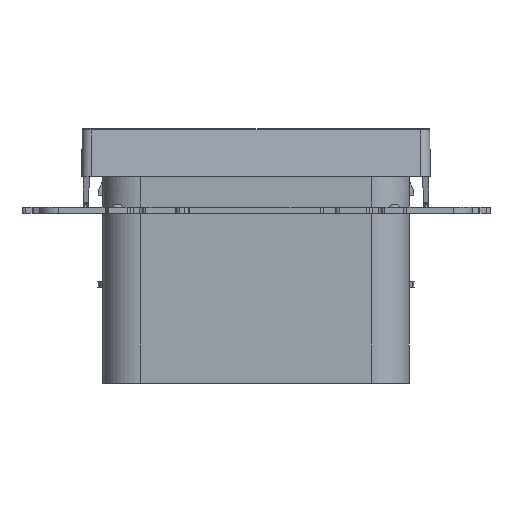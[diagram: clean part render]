
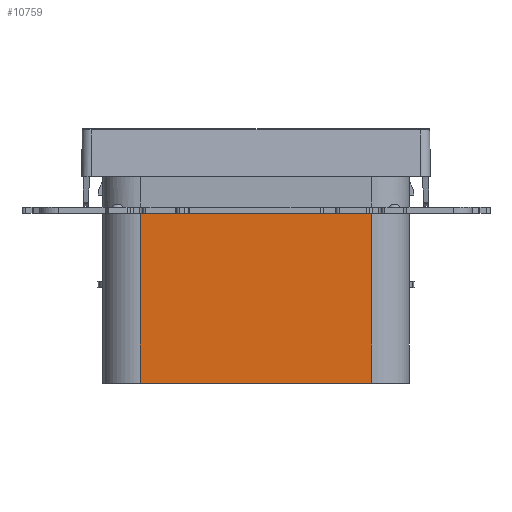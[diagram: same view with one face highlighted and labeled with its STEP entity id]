
A CAD part, front view. The second image highlights one B-rep face of the part: STEP entity #10759.
In plain terms, the highlighted planar face has unit normal (0, -1, 0).
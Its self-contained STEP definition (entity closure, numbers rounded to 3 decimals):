
#108 = VERTEX_POINT ( 'NONE', #851 ) ;
#643 = CARTESIAN_POINT ( 'NONE',  ( -13., 9.169, -9. ) ) ;
#851 = CARTESIAN_POINT ( 'NONE',  ( -13., 9.169, 28. ) ) ;
#1107 = VERTEX_POINT ( 'NONE', #4534 ) ;
#1264 = DIRECTION ( 'NONE',  ( 0., 0., 1. ) ) ;
#1572 = FACE_OUTER_BOUND ( 'NONE', #5913, .T. ) ;
#2015 = VECTOR ( 'NONE', #1264, 1000. ) ;
#2256 = CARTESIAN_POINT ( 'NONE',  ( -49.8, 9.169, 28. ) ) ;
#2510 = LINE ( 'NONE', #643, #3157 ) ;
#2716 = DIRECTION ( 'NONE',  ( -1., 0., 0. ) ) ;
#3157 = VECTOR ( 'NONE', #4297, 1000. ) ;
#3565 = VECTOR ( 'NONE', #2716, 1000. ) ;
#3594 = EDGE_CURVE ( 'NONE', #1107, #10743, #3851, .T. ) ;
#3798 = CARTESIAN_POINT ( 'NONE',  ( -66.8, 9.169, 1. ) ) ;
#3851 = LINE ( 'NONE', #3798, #3565 ) ;
#3976 = ORIENTED_EDGE ( 'NONE', *, *, #9996, .T. ) ;
#4146 = ORIENTED_EDGE ( 'NONE', *, *, #6065, .F. ) ;
#4266 = DIRECTION ( 'NONE',  ( 0., 0., -1. ) ) ;
#4297 = DIRECTION ( 'NONE',  ( 0., 0., 1. ) ) ;
#4534 = CARTESIAN_POINT ( 'NONE',  ( -13., 9.169, 1. ) ) ;
#4825 = EDGE_CURVE ( 'NONE', #108, #6810, #8117, .T. ) ;
#5812 = PLANE ( 'NONE',  #11015 ) ;
#5913 = EDGE_LOOP ( 'NONE', ( #6372, #3976, #7327, #4146 ) ) ;
#5922 = CARTESIAN_POINT ( 'NONE',  ( -49.8, 9.169, 1. ) ) ;
#6065 = EDGE_CURVE ( 'NONE', #10743, #6810, #6477, .T. ) ;
#6372 = ORIENTED_EDGE ( 'NONE', *, *, #3594, .F. ) ;
#6477 = LINE ( 'NONE', #9228, #2015 ) ;
#6725 = DIRECTION ( 'NONE',  ( 0., 1., 0. ) ) ;
#6810 = VERTEX_POINT ( 'NONE', #2256 ) ;
#7327 = ORIENTED_EDGE ( 'NONE', *, *, #4825, .T. ) ;
#7593 = CARTESIAN_POINT ( 'NONE',  ( -49.8, 9.169, -9. ) ) ;
#8117 = LINE ( 'NONE', #10046, #8554 ) ;
#8554 = VECTOR ( 'NONE', #10100, 1000. ) ;
#9228 = CARTESIAN_POINT ( 'NONE',  ( -49.8, 9.169, -9. ) ) ;
#9996 = EDGE_CURVE ( 'NONE', #1107, #108, #2510, .T. ) ;
#10046 = CARTESIAN_POINT ( 'NONE',  ( -49.8, 9.169, 28. ) ) ;
#10100 = DIRECTION ( 'NONE',  ( -1., 0., 0. ) ) ;
#10743 = VERTEX_POINT ( 'NONE', #5922 ) ;
#10759 = ADVANCED_FACE ( 'NONE', ( #1572 ), #5812, .F. ) ;
#11015 = AXIS2_PLACEMENT_3D ( 'NONE', #7593, #6725, #4266 ) ;
